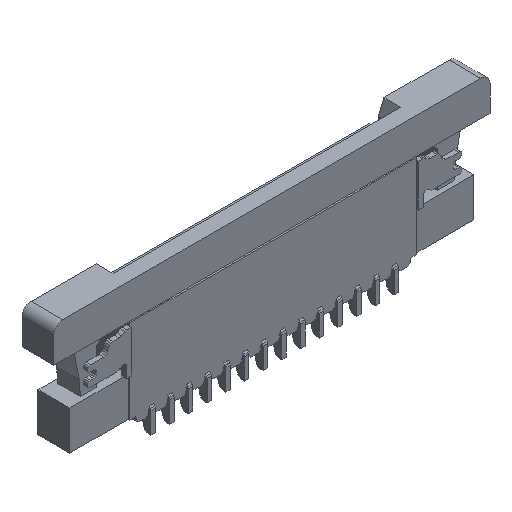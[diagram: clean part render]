
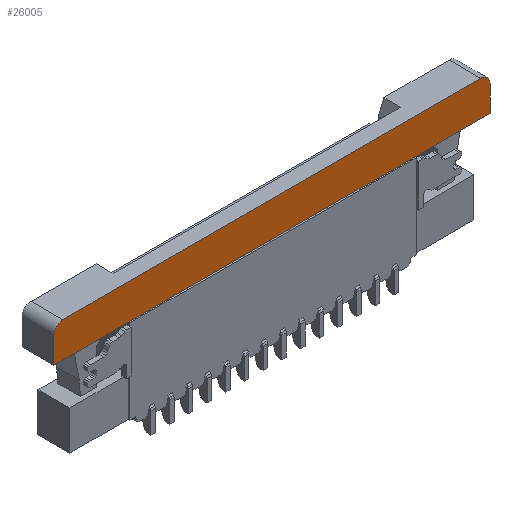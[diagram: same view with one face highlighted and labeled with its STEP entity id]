
A CAD part, isometric view. The second image highlights one B-rep face of the part: STEP entity #26005.
In plain terms, the highlighted free-form (B-spline) face has degree [1, 1] with [2, 2] control points.
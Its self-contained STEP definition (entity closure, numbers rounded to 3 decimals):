
#21113 = VERTEX_POINT('',#21114);
#21114 = CARTESIAN_POINT('',(-6.759,0.091,
    2.284));
#21119 = EDGE_CURVE('',#21113,#21120,#21122,.T.);
#21120 = VERTEX_POINT('',#21121);
#21121 = CARTESIAN_POINT('',(6.759,0.091,
    2.284));
#21122 = B_SPLINE_CURVE_WITH_KNOTS('',1,(#21123,#21124),.UNSPECIFIED.,
  .F.,.F.,(2,2),(0.3,14.16),.PIECEWISE_BEZIER_KNOTS.);
#21123 = CARTESIAN_POINT('',(-6.759,0.091,
    2.284));
#21124 = CARTESIAN_POINT('',(6.759,0.091,
    2.284));
#21159 = EDGE_CURVE('',#21160,#21162,#21164,.T.);
#21160 = VERTEX_POINT('',#21161);
#21161 = CARTESIAN_POINT('',(-4.634,0.091,
    1.154));
#21162 = VERTEX_POINT('',#21163);
#21163 = CARTESIAN_POINT('',(4.629,0.091,
    1.154));
#21164 = B_SPLINE_CURVE_WITH_KNOTS('',1,(#21165,#21166),.UNSPECIFIED.,
  .F.,.F.,(2,2),(2.478,11.976),
  .PIECEWISE_BEZIER_KNOTS.);
#21165 = CARTESIAN_POINT('',(-4.634,0.091,
    1.154));
#21166 = CARTESIAN_POINT('',(4.629,0.091,
    1.154));
#25962 = VERTEX_POINT('',#25963);
#25963 = CARTESIAN_POINT('',(7.051,0.091,
    1.154));
#25968 = EDGE_CURVE('',#21162,#25962,#25969,.T.);
#25969 = B_SPLINE_CURVE_WITH_KNOTS('',1,(#25970,#25971),.UNSPECIFIED.,
  .F.,.F.,(2,2),(11.976,14.46),
  .PIECEWISE_BEZIER_KNOTS.);
#25970 = CARTESIAN_POINT('',(4.629,0.091,
    1.154));
#25971 = CARTESIAN_POINT('',(7.051,0.091,
    1.154));
#25981 = EDGE_CURVE('',#25982,#25984,#25986,.T.);
#25982 = VERTEX_POINT('',#25983);
#25983 = CARTESIAN_POINT('',(-7.051,0.091,
    1.991));
#25984 = VERTEX_POINT('',#25985);
#25985 = CARTESIAN_POINT('',(-7.051,0.091,
    1.154));
#25986 = B_SPLINE_CURVE_WITH_KNOTS('',1,(#25987,#25988),.UNSPECIFIED.,
  .F.,.F.,(2,2),(0.3,1.158),.PIECEWISE_BEZIER_KNOTS.);
#25987 = CARTESIAN_POINT('',(-7.051,0.091,
    1.991));
#25988 = CARTESIAN_POINT('',(-7.051,0.091,
    1.154));
#26005 = ADVANCED_FACE('',(#26006),#26036,.F.);
#26006 = FACE_BOUND('',#26007,.T.);
#26007 = EDGE_LOOP('',(#26008,#26009,#26015,#26016,#26021,#26022,#26023,
    #26030));
#26008 = ORIENTED_EDGE('',*,*,#21119,.F.);
#26009 = ORIENTED_EDGE('',*,*,#26010,.T.);
#26010 = EDGE_CURVE('',#21113,#25982,#26011,.T.);
#26011 = ( BOUNDED_CURVE() B_SPLINE_CURVE(2,(#26012,#26013,#26014),
.UNSPECIFIED.,.F.,.F.) B_SPLINE_CURVE_WITH_KNOTS((3,3),(0.,
1.571),.PIECEWISE_BEZIER_KNOTS.) CURVE() 
GEOMETRIC_REPRESENTATION_ITEM() RATIONAL_B_SPLINE_CURVE((1.,
0.707,1.)) REPRESENTATION_ITEM('') );
#26012 = CARTESIAN_POINT('',(-6.759,0.091,
    2.284));
#26013 = CARTESIAN_POINT('',(-7.051,0.091,
    2.284));
#26014 = CARTESIAN_POINT('',(-7.051,0.091,
    1.991));
#26015 = ORIENTED_EDGE('',*,*,#25981,.T.);
#26016 = ORIENTED_EDGE('',*,*,#26017,.T.);
#26017 = EDGE_CURVE('',#25984,#21160,#26018,.T.);
#26018 = B_SPLINE_CURVE_WITH_KNOTS('',1,(#26019,#26020),.UNSPECIFIED.,
  .F.,.F.,(2,2),(0.,2.478),.PIECEWISE_BEZIER_KNOTS.);
#26019 = CARTESIAN_POINT('',(-7.051,0.091,
    1.154));
#26020 = CARTESIAN_POINT('',(-4.634,0.091,
    1.154));
#26021 = ORIENTED_EDGE('',*,*,#21159,.T.);
#26022 = ORIENTED_EDGE('',*,*,#25968,.T.);
#26023 = ORIENTED_EDGE('',*,*,#26024,.F.);
#26024 = EDGE_CURVE('',#26025,#25962,#26027,.T.);
#26025 = VERTEX_POINT('',#26026);
#26026 = CARTESIAN_POINT('',(7.051,0.091,
    1.991));
#26027 = B_SPLINE_CURVE_WITH_KNOTS('',1,(#26028,#26029),.UNSPECIFIED.,
  .F.,.F.,(2,2),(0.3,1.158),.PIECEWISE_BEZIER_KNOTS.);
#26028 = CARTESIAN_POINT('',(7.051,0.091,
    1.991));
#26029 = CARTESIAN_POINT('',(7.051,0.091,
    1.154));
#26030 = ORIENTED_EDGE('',*,*,#26031,.T.);
#26031 = EDGE_CURVE('',#26025,#21120,#26032,.T.);
#26032 = ( BOUNDED_CURVE() B_SPLINE_CURVE(2,(#26033,#26034,#26035),
.UNSPECIFIED.,.F.,.F.) B_SPLINE_CURVE_WITH_KNOTS((3,3),(4.712,
6.283),.PIECEWISE_BEZIER_KNOTS.) CURVE() 
GEOMETRIC_REPRESENTATION_ITEM() RATIONAL_B_SPLINE_CURVE((1.,
0.707,1.)) REPRESENTATION_ITEM('') );
#26033 = CARTESIAN_POINT('',(7.051,0.091,
    1.991));
#26034 = CARTESIAN_POINT('',(7.051,0.091,
    2.284));
#26035 = CARTESIAN_POINT('',(6.759,0.091,
    2.284));
#26036 = B_SPLINE_SURFACE_WITH_KNOTS('',1,1,(
    (#26037,#26038)
    ,(#26039,#26040
    )),.UNSPECIFIED.,.F.,.F.,.F.,(2,2),(2,2),(-1.158,0.),(0.,
    14.46),.PIECEWISE_BEZIER_KNOTS.);
#26037 = CARTESIAN_POINT('',(-7.051,0.091,
    1.154));
#26038 = CARTESIAN_POINT('',(7.051,0.091,
    1.154));
#26039 = CARTESIAN_POINT('',(-7.051,0.091,
    2.284));
#26040 = CARTESIAN_POINT('',(7.051,0.091,
    2.284));
